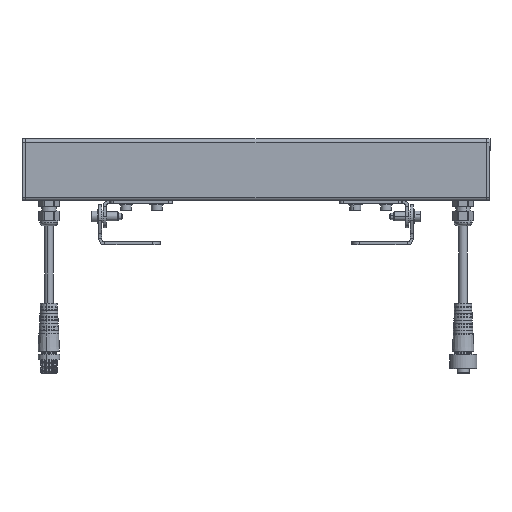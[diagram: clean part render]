
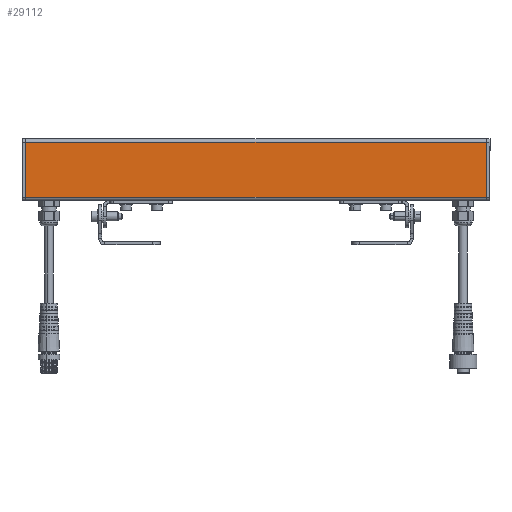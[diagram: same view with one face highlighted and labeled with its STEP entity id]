
A CAD part, front view. The second image highlights one B-rep face of the part: STEP entity #29112.
In plain terms, the highlighted planar face has unit normal (0, -1, 0).
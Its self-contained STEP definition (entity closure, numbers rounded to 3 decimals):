
#2923 = CARTESIAN_POINT ( 'NONE',  ( -18., -18.5, 300. ) ) ;
#3737 = VERTEX_POINT ( 'NONE', #11564 ) ;
#3978 = VECTOR ( 'NONE', #12254, 1000. ) ;
#4601 = EDGE_CURVE ( 'NONE', #37983, #9710, #30758, .T. ) ;
#7654 = VERTEX_POINT ( 'NONE', #14580 ) ;
#8339 = DIRECTION ( 'NONE',  ( 1., 0., 0. ) ) ;
#8433 = CARTESIAN_POINT ( 'NONE',  ( -18., -18.5, 300. ) ) ;
#8482 = CARTESIAN_POINT ( 'NONE',  ( 0., -18.5, 300. ) ) ;
#8708 = CARTESIAN_POINT ( 'NONE',  ( 0., -18.5, 300. ) ) ;
#9710 = VERTEX_POINT ( 'NONE', #12608 ) ;
#9814 = EDGE_CURVE ( 'NONE', #3737, #7654, #37757, .T. ) ;
#10335 = ORIENTED_EDGE ( 'NONE', *, *, #15379, .F. ) ;
#10899 = EDGE_LOOP ( 'NONE', ( #34132, #23376, #10335, #12348 ) ) ;
#11564 = CARTESIAN_POINT ( 'NONE',  ( 18., -18.5, 300. ) ) ;
#12254 = DIRECTION ( 'NONE',  ( 0., 0., -1. ) ) ;
#12348 = ORIENTED_EDGE ( 'NONE', *, *, #4601, .T. ) ;
#12608 = CARTESIAN_POINT ( 'NONE',  ( -18., -18.5, 0. ) ) ;
#13982 = DIRECTION ( 'NONE',  ( 0., 0., 1. ) ) ;
#14580 = CARTESIAN_POINT ( 'NONE',  ( 18., -18.5, 0. ) ) ;
#15379 = EDGE_CURVE ( 'NONE', #37983, #3737, #36398, .T. ) ;
#18469 = VECTOR ( 'NONE', #27459, 1000. ) ;
#18668 = DIRECTION ( 'NONE',  ( 0., 0., -1. ) ) ;
#20902 = DIRECTION ( 'NONE',  ( 0., 1., 0. ) ) ;
#21056 = VECTOR ( 'NONE', #8339, 1000. ) ;
#23376 = ORIENTED_EDGE ( 'NONE', *, *, #9814, .F. ) ;
#24807 = CARTESIAN_POINT ( 'NONE',  ( 0., -18.5, 0. ) ) ;
#26405 = PLANE ( 'NONE',  #27071 ) ;
#27071 = AXIS2_PLACEMENT_3D ( 'NONE', #8482, #20902, #13982 ) ;
#27459 = DIRECTION ( 'NONE',  ( 1., 0., 0. ) ) ;
#29112 = ADVANCED_FACE ( 'NONE', ( #29841 ), #26405, .F. ) ;
#29841 = FACE_OUTER_BOUND ( 'NONE', #10899, .T. ) ;
#29846 = VECTOR ( 'NONE', #18668, 1000. ) ;
#30758 = LINE ( 'NONE', #2923, #3978 ) ;
#33160 = LINE ( 'NONE', #24807, #21056 ) ;
#34132 = ORIENTED_EDGE ( 'NONE', *, *, #34446, .T. ) ;
#34446 = EDGE_CURVE ( 'NONE', #9710, #7654, #33160, .T. ) ;
#36398 = LINE ( 'NONE', #8708, #18469 ) ;
#36947 = CARTESIAN_POINT ( 'NONE',  ( 18., -18.5, 300. ) ) ;
#37757 = LINE ( 'NONE', #36947, #29846 ) ;
#37983 = VERTEX_POINT ( 'NONE', #8433 ) ;
